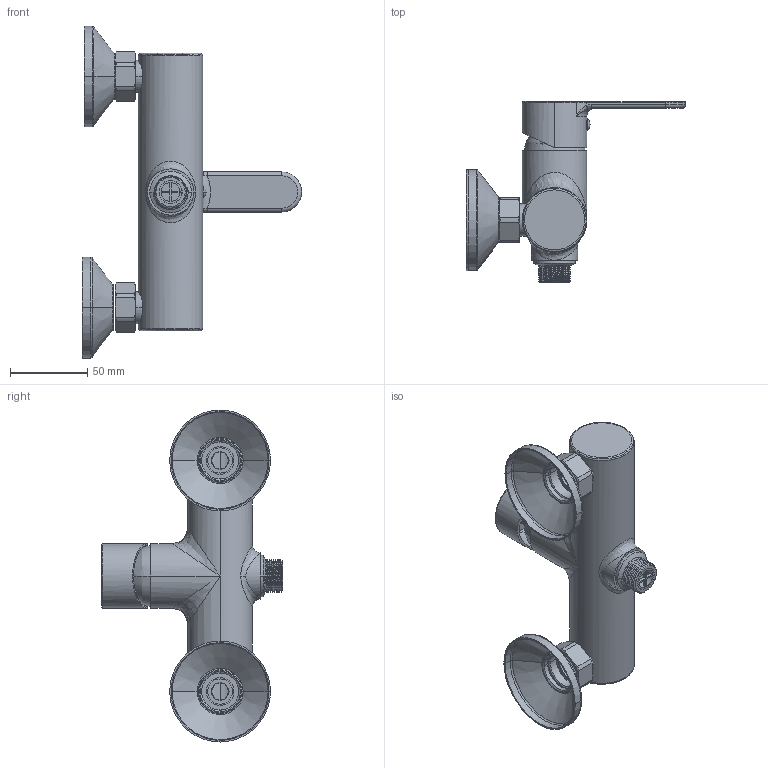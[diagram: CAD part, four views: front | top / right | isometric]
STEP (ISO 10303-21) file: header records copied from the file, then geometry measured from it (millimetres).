
FILE_DESCRIPTION((''),'2;1');
FILE_NAME('BLU168CR','2021-11-29T13:09:29',('ut3'),('PAFFONI SpA'),'CREO PARAMETRIC BY PTC INC, 2020044','CREO PARAMETRIC BY PTC INC, 2020044','');
FILE_SCHEMA(('CONFIG_CONTROL_DESIGN','SHAPE_APPEARANCE_LAYERS_GROUPS'));
Length unit declared in the file: millimetre
Products named in the file (1): BLU168CR
Bounding box: 142.2 x 117.5 x 215.5 mm (x, y, z)
Volume: 141456.4 mm3; surface area: 132258.8 mm2
Topology: 5 solids, 5 shells, 1177 faces, 3137 edges, 1982 vertices
Faces by surface type: plane 482, cylinder 409, cone 108, torus 94, bspline 70, sphere 14
Entity records: 50091 total; most frequent: CARTESIAN_POINT 12647, ORIENTED_EDGE 6246, DIRECTION 6079, EDGE_CURVE 3123, AXIS2_PLACEMENT_3D 2266, VERTEX_POINT 1982, VECTOR 1547, LINE 1547
